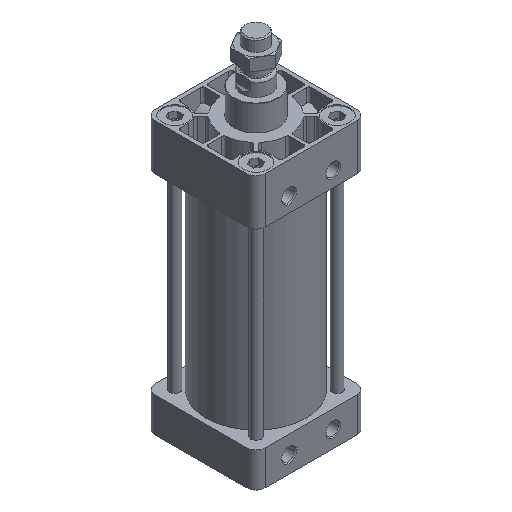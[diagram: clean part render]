
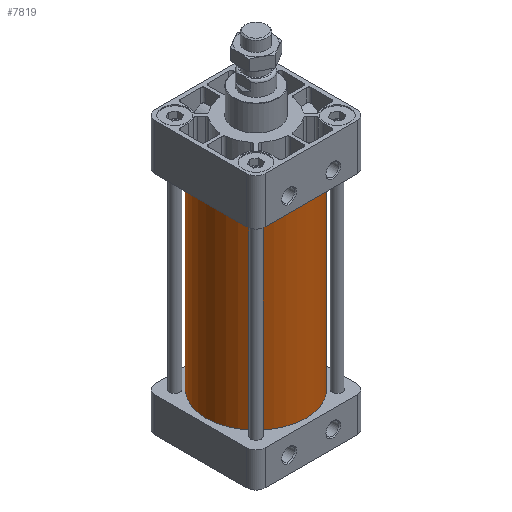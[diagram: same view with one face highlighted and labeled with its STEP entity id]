
A CAD part, isometric view. The second image highlights one B-rep face of the part: STEP entity #7819.
In plain terms, the highlighted cylindrical face has radius 43.205 mm (diameter 86.411 mm), a full revolution.
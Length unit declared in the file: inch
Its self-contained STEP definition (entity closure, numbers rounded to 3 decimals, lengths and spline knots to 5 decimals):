
#599=CIRCLE('',#8610,1.701);
#600=CIRCLE('',#8612,1.701);
#2894=ORIENTED_EDGE('',*,*,#4950,.F.);
#2895=ORIENTED_EDGE('',*,*,#4949,.T.);
#4949=EDGE_CURVE('',#5923,#5923,#599,.T.);
#4950=EDGE_CURVE('',#5924,#5924,#600,.T.);
#5923=VERTEX_POINT('',#13432);
#5924=VERTEX_POINT('',#13435);
#6441=EDGE_LOOP('',(#2894));
#6442=EDGE_LOOP('',(#2895));
#7045=FACE_BOUND('',#6441,.T.);
#7046=FACE_BOUND('',#6442,.T.);
#7531=CYLINDRICAL_SURFACE('',#8611,1.701);
#7819=ADVANCED_FACE('',(#7045,#7046),#7531,.T.);
#8610=AXIS2_PLACEMENT_3D('',#13431,#10336,#10337);
#8611=AXIS2_PLACEMENT_3D('',#13433,#10338,#10339);
#8612=AXIS2_PLACEMENT_3D('',#13434,#10340,#10341);
#10336=DIRECTION('',(1.,0.,0.));
#10337=DIRECTION('',(0.,0.,-1.));
#10338=DIRECTION('',(1.,0.,0.));
#10339=DIRECTION('',(0.,0.,-1.));
#10340=DIRECTION('',(1.,0.,0.));
#10341=DIRECTION('',(0.,0.,-1.));
#13431=CARTESIAN_POINT('',(1.57,0.,0.));
#13432=CARTESIAN_POINT('',(1.57,0.,-1.701));
#13433=CARTESIAN_POINT('',(8.07,0.,0.));
#13434=CARTESIAN_POINT('',(8.07,0.,0.));
#13435=CARTESIAN_POINT('',(8.07,0.,-1.701));
